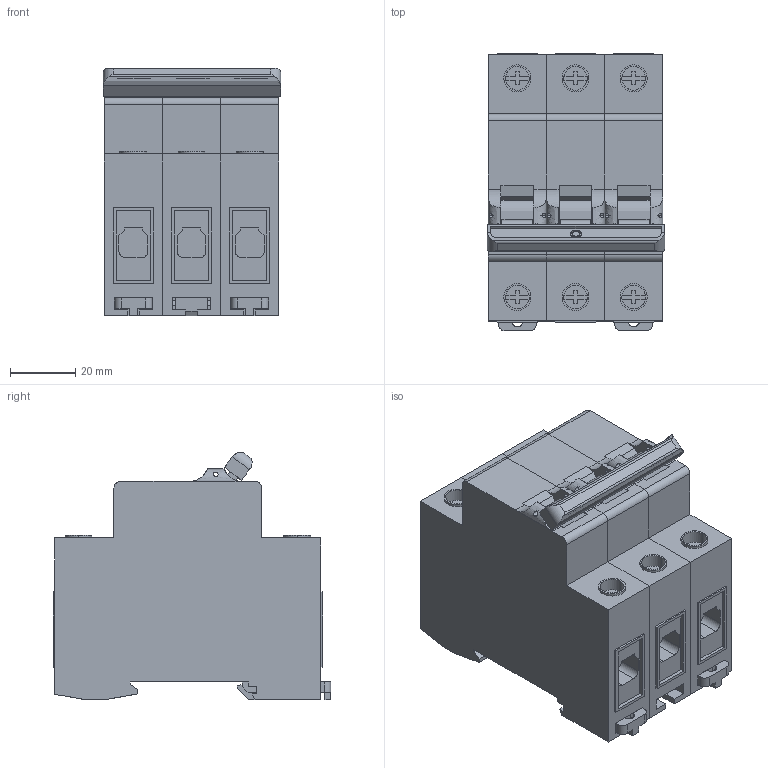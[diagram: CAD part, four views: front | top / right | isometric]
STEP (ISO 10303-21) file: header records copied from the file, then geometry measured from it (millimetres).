
FILE_DESCRIPTION(('FreeCAD Model'),'2;1');
FILE_NAME('Open CASCADE Shape Model','2025-05-09T15:32:12',('FreeCAD'),( 'FreeCAD'),'Open CASCADE STEP processor 7.6','FreeCAD','Unknown');
FILE_SCHEMA(('AUTOMOTIVE_DESIGN { 1 0 10303 214 1 1 1 1 }'));
Length unit declared in the file: millimetre
Products named in the file (1): Open CASCADE STEP translator 7.6 1
Bounding box: 54.52 x 85.31 x 76.16 mm (x, y, z)
Volume: 240680 mm3; surface area: 60016.8 mm2
Topology: 15 solids, 15 shells, 750 faces, 2006 edges, 1328 vertices
Faces by surface type: bspline 750
Entity records: 22102 total; most frequent: CARTESIAN_POINT 10070, ORIENTED_EDGE 4012, EDGE_CURVE 2006, B_SPLINE_CURVE_WITH_KNOTS 1694, VERTEX_POINT 1328, FACE_BOUND 808, EDGE_LOOP 808, ADVANCED_FACE 750
